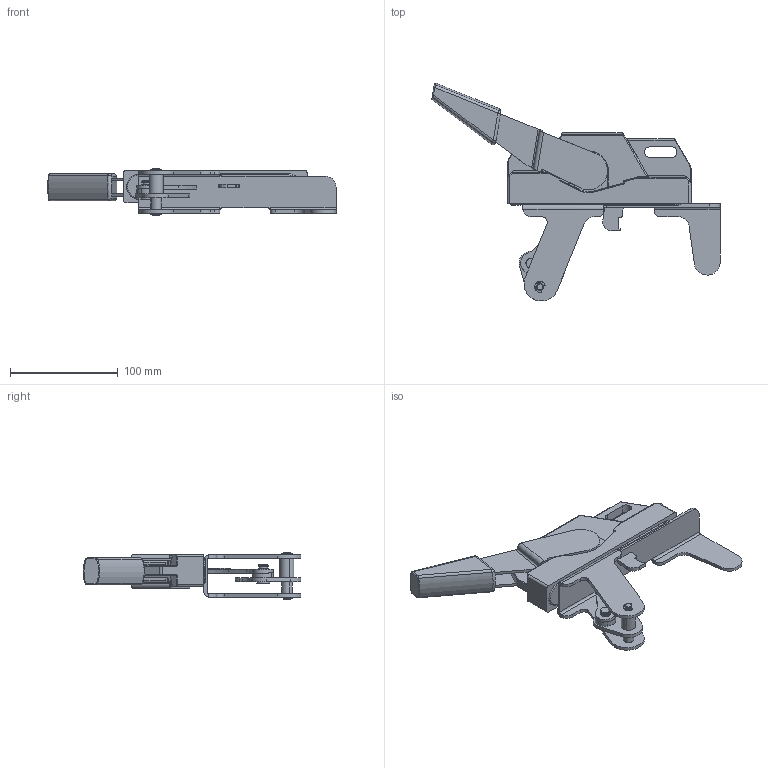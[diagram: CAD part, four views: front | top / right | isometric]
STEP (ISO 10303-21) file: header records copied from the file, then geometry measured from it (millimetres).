
FILE_DESCRIPTION((''),'2;1');
FILE_NAME('DEFAULT_REP_SW0001','2024-02-20T11:27:31',('FIANLEH10'),(''),'CREO PARAMETRIC BY PTC INC, 2022364','CREO PARAMETRIC BY PTC INC, 2022364','');
FILE_SCHEMA(('AUTOMOTIVE_DESIGN { 1 0 10303 214 1 1 1 1 }'));
Length unit declared in the file: millimetre
Products named in the file (1): DEFAULT_REP_SW0001
Bounding box: 267.31 x 201.98 x 44.5 mm (x, y, z)
Volume: 335772.9 mm3; surface area: 85311.1 mm2
Topology: 1 solids, 1 shells, 491 faces, 1220 edges, 733 vertices
Faces by surface type: cylinder 213, plane 153, bspline 57, sphere 32, torus 22, cone 14
Entity records: 23149 total; most frequent: CARTESIAN_POINT 8800, ORIENTED_EDGE 2440, DIRECTION 2412, EDGE_CURVE 1220, AXIS2_PLACEMENT_3D 903, VERTEX_POINT 733, VECTOR 603, LINE 603
